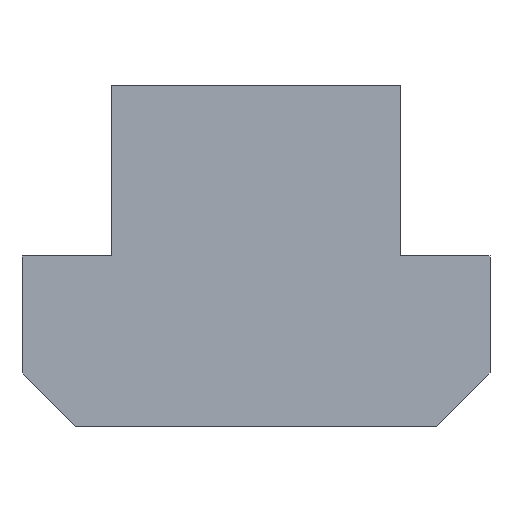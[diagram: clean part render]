
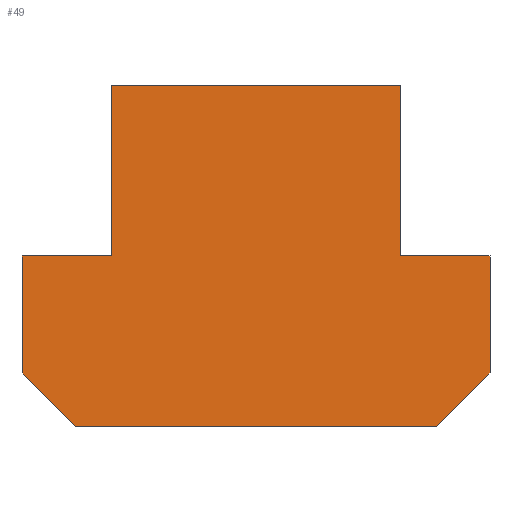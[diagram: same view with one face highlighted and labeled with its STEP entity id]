
A CAD part, front view. The second image highlights one B-rep face of the part: STEP entity #49.
In plain terms, the highlighted planar face has unit normal (0.707, -0.707, 0).
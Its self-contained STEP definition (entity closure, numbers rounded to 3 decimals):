
#49=ADVANCED_FACE('',(#103),#104,.F.);
#103=FACE_OUTER_BOUND('',#161,.T.);
#104=PLANE('',#162);
#161=EDGE_LOOP('',(#239,#240,#241,#242,#243,#244,#245,#246,#247,#248));
#162=AXIS2_PLACEMENT_3D('',#249,#250,#251);
#239=ORIENTED_EDGE('',*,*,#375,.F.);
#240=ORIENTED_EDGE('',*,*,#372,.F.);
#241=ORIENTED_EDGE('',*,*,#376,.F.);
#242=ORIENTED_EDGE('',*,*,#377,.F.);
#243=ORIENTED_EDGE('',*,*,#378,.F.);
#244=ORIENTED_EDGE('',*,*,#379,.F.);
#245=ORIENTED_EDGE('',*,*,#380,.F.);
#246=ORIENTED_EDGE('',*,*,#352,.F.);
#247=ORIENTED_EDGE('',*,*,#381,.F.);
#248=ORIENTED_EDGE('',*,*,#357,.F.);
#249=CARTESIAN_POINT('',(-11.0,-20.617,-8.0));
#250=DIRECTION('',(-0.707,0.707,0.0));
#251=DIRECTION('',(0.0,0.0,1.0));
#352=EDGE_CURVE('',#412,#413,#414,.T.);
#357=EDGE_CURVE('',#421,#422,#423,.T.);
#372=EDGE_CURVE('',#445,#447,#448,.T.);
#375=EDGE_CURVE('',#447,#421,#451,.T.);
#376=EDGE_CURVE('',#452,#445,#453,.T.);
#377=EDGE_CURVE('',#454,#452,#455,.T.);
#378=EDGE_CURVE('',#456,#454,#457,.T.);
#379=EDGE_CURVE('',#458,#456,#459,.T.);
#380=EDGE_CURVE('',#413,#458,#460,.T.);
#381=EDGE_CURVE('',#422,#412,#461,.T.);
#412=VERTEX_POINT('',#501);
#413=VERTEX_POINT('',#502);
#414=LINE('',#503,#504);
#421=VERTEX_POINT('',#514);
#422=VERTEX_POINT('',#515);
#423=LINE('',#516,#517);
#445=VERTEX_POINT('',#550);
#447=VERTEX_POINT('',#553);
#448=LINE('',#554,#555);
#451=LINE('',#559,#560);
#452=VERTEX_POINT('',#561);
#453=LINE('',#562,#563);
#454=VERTEX_POINT('',#564);
#455=LINE('',#565,#566);
#456=VERTEX_POINT('',#567);
#457=LINE('',#568,#569);
#458=VERTEX_POINT('',#570);
#459=LINE('',#571,#572);
#460=LINE('',#573,#574);
#461=LINE('',#575,#576);
#501=CARTESIAN_POINT('',(6.8,-2.817,8.0));
#502=CARTESIAN_POINT('',(6.8,-2.817,0.));
#503=CARTESIAN_POINT('',(6.8,-2.817,0.0));
#504=VECTOR('',#623,1.0);
#514=CARTESIAN_POINT('',(-6.8,-16.417,0.));
#515=CARTESIAN_POINT('',(-6.8,-16.417,8.0));
#516=CARTESIAN_POINT('',(-6.8,-16.417,-4.0));
#517=VECTOR('',#627,1.0);
#550=CARTESIAN_POINT('',(-11.0,-20.617,-5.5));
#553=CARTESIAN_POINT('',(-11.0,-20.617,0.));
#554=CARTESIAN_POINT('',(-11.0,-20.617,-6.75));
#555=VECTOR('',#640,1.0);
#559=CARTESIAN_POINT('',(-5.846,-15.462,0.));
#560=VECTOR('',#642,1.0);
#561=CARTESIAN_POINT('',(-8.5,-18.117,-8.));
#562=CARTESIAN_POINT('',(-6.314,-15.931,-10.186));
#563=VECTOR('',#643,1.0);
#564=CARTESIAN_POINT('',(8.5,-1.117,-8.));
#565=CARTESIAN_POINT('',(-0.971,-10.587,-8.));
#566=VECTOR('',#644,1.0);
#567=CARTESIAN_POINT('',(11.0,1.383,-5.5));
#568=CARTESIAN_POINT('',(2.186,-7.431,-14.314));
#569=VECTOR('',#645,1.0);
#570=CARTESIAN_POINT('',(11.0,1.383,0.0));
#571=CARTESIAN_POINT('',(11.0,1.383,-6.75));
#572=VECTOR('',#646,1.0);
#573=CARTESIAN_POINT('',(-0.346,-9.962,0.));
#574=VECTOR('',#647,1.0);
#575=CARTESIAN_POINT('',(-4.796,-14.412,8.0));
#576=VECTOR('',#648,1.0);
#623=DIRECTION('',(0.0,0.0,-1.0));
#627=DIRECTION('',(0.0,0.0,1.0));
#640=DIRECTION('',(0.0,0.0,1.0));
#642=DIRECTION('',(0.707,0.707,0.));
#643=DIRECTION('',(-0.577,-0.577,0.577));
#644=DIRECTION('',(-0.707,-0.707,0.));
#645=DIRECTION('',(-0.577,-0.577,-0.577));
#646=DIRECTION('',(0.0,0.0,-1.0));
#647=DIRECTION('',(0.707,0.707,0.));
#648=DIRECTION('',(0.707,0.707,0.));
